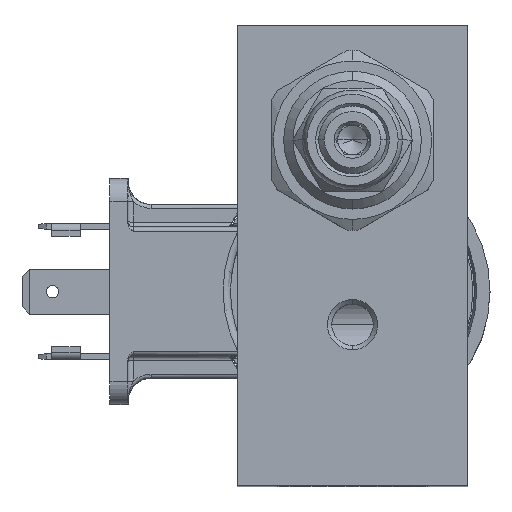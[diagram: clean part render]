
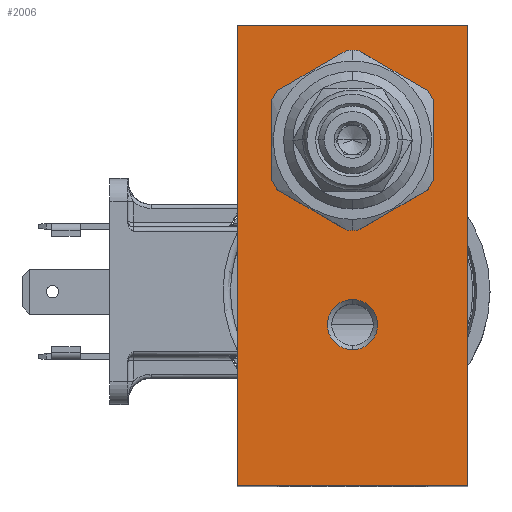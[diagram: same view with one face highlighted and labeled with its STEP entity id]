
A CAD part, top view. The second image highlights one B-rep face of the part: STEP entity #2006.
In plain terms, the highlighted planar face has unit normal (0, 0, 1).
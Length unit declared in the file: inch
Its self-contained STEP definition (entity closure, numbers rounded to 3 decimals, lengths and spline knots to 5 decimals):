
#93=DIRECTION('',(0.,-1.,0.));
#94=VECTOR('',#93,2.5);
#95=CARTESIAN_POINT('',(0.,0.,2.625));
#96=LINE('',#95,#94);
#97=DIRECTION('',(-1.,0.,0.));
#98=VECTOR('',#97,1.25);
#99=CARTESIAN_POINT('',(1.25,0.,2.625));
#100=LINE('',#99,#98);
#101=DIRECTION('',(0.,1.,0.));
#102=VECTOR('',#101,2.5);
#103=CARTESIAN_POINT('',(1.25,-2.5,2.625));
#104=LINE('',#103,#102);
#105=DIRECTION('',(1.,0.,0.));
#106=VECTOR('',#105,1.25);
#107=CARTESIAN_POINT('',(0.,-2.5,2.625));
#108=LINE('',#107,#106);
#109=CARTESIAN_POINT('',(0.625,-0.625,2.625));
#110=DIRECTION('',(0.,0.,-1.));
#111=DIRECTION('',(-1.,0.,0.));
#112=AXIS2_PLACEMENT_3D('',#109,#110,#111);
#114=CARTESIAN_POINT('',(0.625,-0.625,2.625));
#115=DIRECTION('',(0.,0.,-1.));
#116=DIRECTION('',(1.,0.,0.));
#117=AXIS2_PLACEMENT_3D('',#114,#115,#116);
#119=CARTESIAN_POINT('',(0.625,-1.625,2.625));
#120=DIRECTION('',(0.,0.,-1.));
#121=DIRECTION('',(0.,1.,0.));
#122=AXIS2_PLACEMENT_3D('',#119,#120,#121);
#124=CARTESIAN_POINT('',(0.625,-1.625,2.625));
#125=DIRECTION('',(0.,0.,-1.));
#126=DIRECTION('',(0.,-1.,0.));
#127=AXIS2_PLACEMENT_3D('',#124,#125,#126);
#1643=CARTESIAN_POINT('',(0.,0.,2.625));
#1644=CARTESIAN_POINT('',(0.,-2.5,2.625));
#1645=VERTEX_POINT('',#1643);
#1646=VERTEX_POINT('',#1644);
#1647=CARTESIAN_POINT('',(1.25,-2.5,2.625));
#1648=VERTEX_POINT('',#1647);
#1649=CARTESIAN_POINT('',(1.25,0.,2.625));
#1650=VERTEX_POINT('',#1649);
#1687=CARTESIAN_POINT('',(1.0555,-0.625,2.625));
#1688=VERTEX_POINT('',#1687);
#1697=CARTESIAN_POINT('',(0.1945,-0.625,2.625));
#1698=VERTEX_POINT('',#1697);
#1703=CARTESIAN_POINT('',(0.625,-1.489,2.625));
#1705=VERTEX_POINT('',#1703);
#1707=CARTESIAN_POINT('',(0.625,-1.761,2.625));
#1709=VERTEX_POINT('',#1707);
#1983=CARTESIAN_POINT('',(0.,0.,2.625));
#1984=DIRECTION('',(0.,0.,1.));
#1985=DIRECTION('',(1.,0.,0.));
#1986=AXIS2_PLACEMENT_3D('',#1983,#1984,#1985);
#1987=PLANE('',#1986);
#1988=ORIENTED_EDGE('',*,*,#1905,.F.);
#1989=ORIENTED_EDGE('',*,*,#1926,.F.);
#1990=ORIENTED_EDGE('',*,*,#1946,.F.);
#1991=ORIENTED_EDGE('',*,*,#1965,.F.);
#1992=EDGE_LOOP('',(#1988,#1989,#1990,#1991));
#1993=FACE_OUTER_BOUND('',#1992,.F.);
#1995=ORIENTED_EDGE('',*,*,#1994,.F.);
#1997=ORIENTED_EDGE('',*,*,#1996,.F.);
#1998=EDGE_LOOP('',(#1995,#1997));
#1999=FACE_BOUND('',#1998,.F.);
#2001=ORIENTED_EDGE('',*,*,#2000,.F.);
#2003=ORIENTED_EDGE('',*,*,#2002,.F.);
#2004=EDGE_LOOP('',(#2001,#2003));
#2005=FACE_BOUND('',#2004,.F.);
#2006=ADVANCED_FACE('',(#1993,#1999,#2005),#1987,.T.);
#113=CIRCLE('',#112,0.4305);
#118=CIRCLE('',#117,0.4305);
#123=CIRCLE('',#122,0.136);
#128=CIRCLE('',#127,0.136);
#1905=EDGE_CURVE('',#1645,#1646,#96,.T.);
#1926=EDGE_CURVE('',#1650,#1645,#100,.T.);
#1946=EDGE_CURVE('',#1648,#1650,#104,.T.);
#1965=EDGE_CURVE('',#1646,#1648,#108,.T.);
#1994=EDGE_CURVE('',#1698,#1688,#113,.T.);
#1996=EDGE_CURVE('',#1688,#1698,#118,.T.);
#2000=EDGE_CURVE('',#1705,#1709,#123,.T.);
#2002=EDGE_CURVE('',#1709,#1705,#128,.T.);
